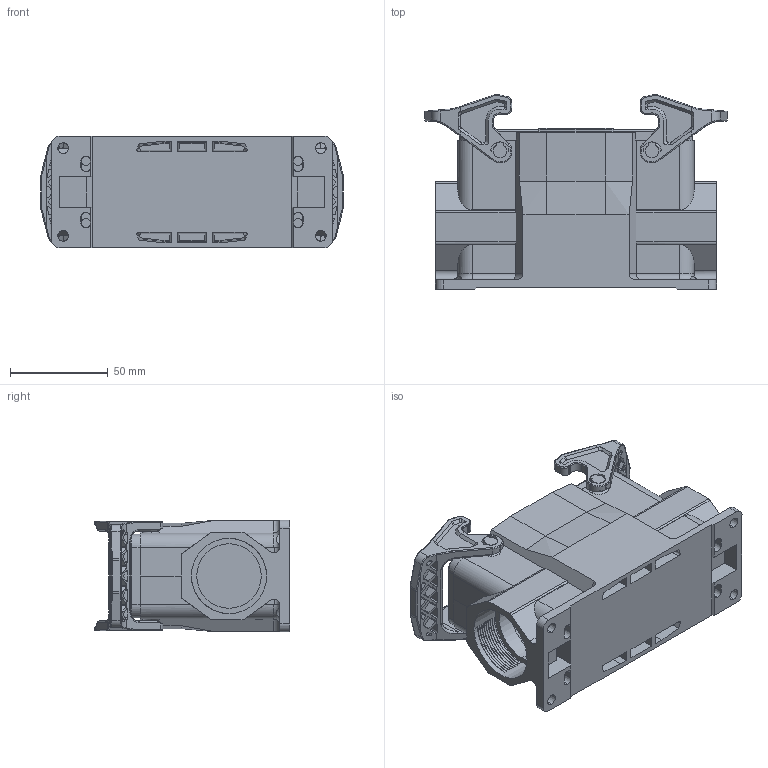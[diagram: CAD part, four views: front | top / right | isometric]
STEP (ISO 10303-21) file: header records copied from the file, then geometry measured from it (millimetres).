
FILE_DESCRIPTION((''),'2;1');
FILE_NAME('ASM0019_SW0001','2023-12-29T',('yp.zhu'),(''),'PRO/ENGINEER BY PARAMETRIC TECHNOLOGY CORPORATION, 2012480','PRO/ENGINEER BY PARAMETRIC TECHNOLOGY CORPORATION, 2012480','');
FILE_SCHEMA(('CONFIG_CONTROL_DESIGN'));
Products named in the file (1): ASM0019_SW0001
Bounding box: 155 x 99.91 x 57 mm (x, y, z)
Volume: 191787.7 mm3; surface area: 106026.9 mm2
Topology: 3 solids, 3 shells, 1480 faces, 4267 edges, 2833 vertices
Faces by surface type: plane 641, cylinder 525, bspline 136, torus 74, cone 66, extrusion 30, sphere 8
Entity records: 74635 total; most frequent: CARTESIAN_POINT 38163, ORIENTED_EDGE 8502, DIRECTION 6302, EDGE_CURVE 4251, VERTEX_POINT 2833, VECTOR 2216, LINE 2186, AXIS2_PLACEMENT_3D 2043
